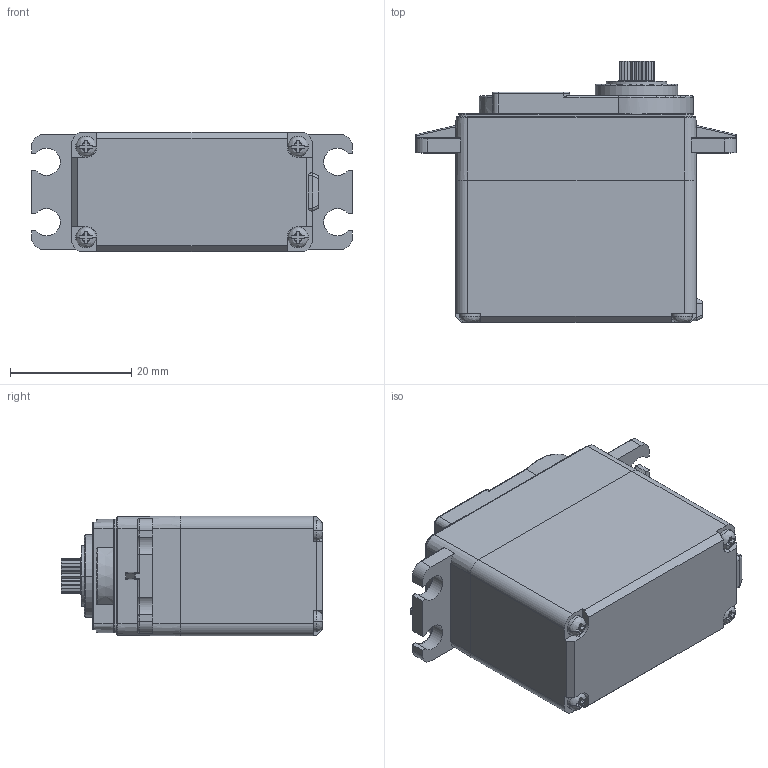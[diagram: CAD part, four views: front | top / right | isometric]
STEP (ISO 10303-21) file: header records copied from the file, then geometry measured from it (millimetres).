
FILE_DESCRIPTION((''),'2;1');
FILE_NAME('HS-5585MH_ASM','2017-08-30T',('servo-csw'),(''),'CREO PARAMETRIC BY PTC INC, 2014440','CREO PARAMETRIC BY PTC INC, 2014440','');
FILE_SCHEMA(('CONFIG_CONTROL_DESIGN'));
Length unit declared in the file: millimetre
Products named in the file (2): _HS-5585MH; HS-5585MH_ASM
Assembly tree (1 placements, depth 2):
  HS-5585MH_ASM
    _HS-5585MH
Bounding box: 53 x 43.1 x 19.8 mm (x, y, z)
Volume: 29472.6 mm3; surface area: 6698.3 mm2
Topology: 1 solids, 5 shells, 368 faces, 943 edges, 597 vertices
Faces by surface type: plane 217, cylinder 103, torus 24, cone 10, bspline 10, sphere 4
Entity records: 13425 total; most frequent: CARTESIAN_POINT 2850, ORIENTED_EDGE 1886, DIRECTION 1766, EDGE_CURVE 943, VECTOR 598, LINE 598, VERTEX_POINT 597, AXIS2_PLACEMENT_3D 584
